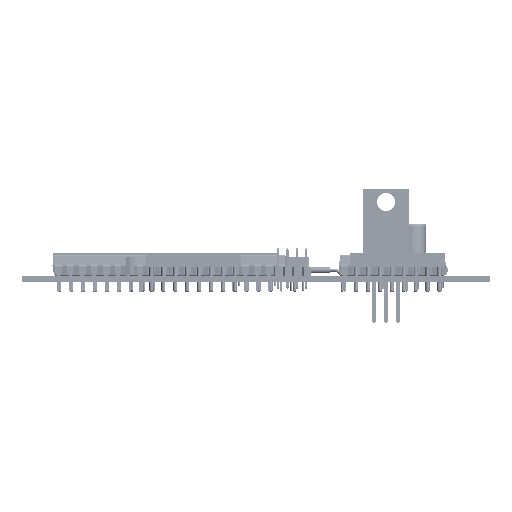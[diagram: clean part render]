
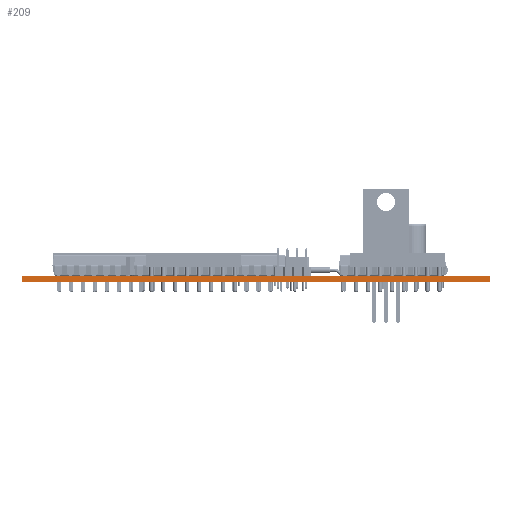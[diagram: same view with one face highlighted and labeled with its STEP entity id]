
A CAD part, left-side view. The second image highlights one B-rep face of the part: STEP entity #209.
In plain terms, the highlighted planar face has unit normal (-1, 0, 0).
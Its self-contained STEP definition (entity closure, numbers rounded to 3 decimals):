
#153 = VERTEX_POINT('',#154);
#154 = CARTESIAN_POINT('',(-128.966,91.552,0.625));
#160 = EDGE_CURVE('',#161,#153,#163,.T.);
#161 = VERTEX_POINT('',#162);
#162 = CARTESIAN_POINT('',(-128.966,91.552,-0.625));
#163 = LINE('',#164,#165);
#164 = CARTESIAN_POINT('',(-128.966,91.552,-0.625));
#165 = VECTOR('',#166,1.);
#166 = DIRECTION('',(0.,0.,1.));
#209 = ADVANCED_FACE('',(#210),#235,.F.);
#210 = FACE_BOUND('',#211,.F.);
#211 = EDGE_LOOP('',(#212,#213,#221,#229));
#212 = ORIENTED_EDGE('',*,*,#160,.T.);
#213 = ORIENTED_EDGE('',*,*,#214,.T.);
#214 = EDGE_CURVE('',#153,#215,#217,.T.);
#215 = VERTEX_POINT('',#216);
#216 = CARTESIAN_POINT('',(-128.966,-8.207,0.625));
#217 = LINE('',#218,#219);
#218 = CARTESIAN_POINT('',(-128.966,91.552,0.625));
#219 = VECTOR('',#220,1.);
#220 = DIRECTION('',(0.,-1.,0.));
#221 = ORIENTED_EDGE('',*,*,#222,.F.);
#222 = EDGE_CURVE('',#223,#215,#225,.T.);
#223 = VERTEX_POINT('',#224);
#224 = CARTESIAN_POINT('',(-128.966,-8.207,-0.625));
#225 = LINE('',#226,#227);
#226 = CARTESIAN_POINT('',(-128.966,-8.207,-0.625));
#227 = VECTOR('',#228,1.);
#228 = DIRECTION('',(0.,0.,1.));
#229 = ORIENTED_EDGE('',*,*,#230,.F.);
#230 = EDGE_CURVE('',#161,#223,#231,.T.);
#231 = LINE('',#232,#233);
#232 = CARTESIAN_POINT('',(-128.966,91.552,-0.625));
#233 = VECTOR('',#234,1.);
#234 = DIRECTION('',(0.,-1.,0.));
#235 = PLANE('',#236);
#236 = AXIS2_PLACEMENT_3D('',#237,#238,#239);
#237 = CARTESIAN_POINT('',(-128.966,91.552,-0.625));
#238 = DIRECTION('',(1.,0.,0.));
#239 = DIRECTION('',(0.,-1.,0.));
